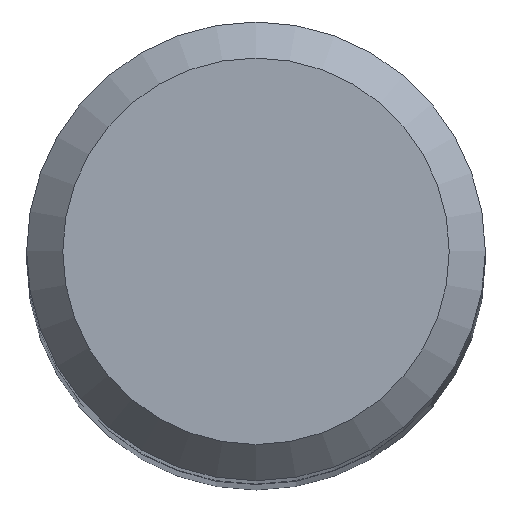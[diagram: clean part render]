
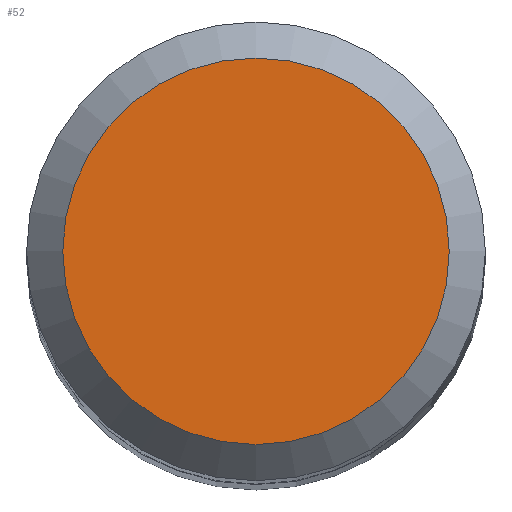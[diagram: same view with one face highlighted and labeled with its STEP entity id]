
A CAD part, top view. The second image highlights one B-rep face of the part: STEP entity #52.
In plain terms, the highlighted planar face has unit normal (0, 0, 1).
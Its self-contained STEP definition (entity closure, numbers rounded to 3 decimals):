
#44=PLANE('',#176);
#47=FACE_OUTER_BOUND('',#80,.T.);
#52=ADVANCED_FACE('',(#47),#44,.T.);
#80=EDGE_LOOP('',(#94));
#94=ORIENTED_EDGE('',*,*,#115,.F.);
#107=VERTEX_POINT('',#255);
#115=EDGE_CURVE('',#107,#107,#122,.T.);
#122=CIRCLE('',#175,5.35);
#175=AXIS2_PLACEMENT_3D('',#254,#204,#205);
#176=AXIS2_PLACEMENT_3D('',#256,#206,#207);
#204=DIRECTION('',(0.,0.,-1.));
#205=DIRECTION('',(-1.,0.,0.));
#206=DIRECTION('',(0.,0.,1.));
#207=DIRECTION('',(1.,0.,0.));
#254=CARTESIAN_POINT('',(0.,0.,0.));
#255=CARTESIAN_POINT('',(-5.35,0.,0.));
#256=CARTESIAN_POINT('',(-5.35,0.,0.));
